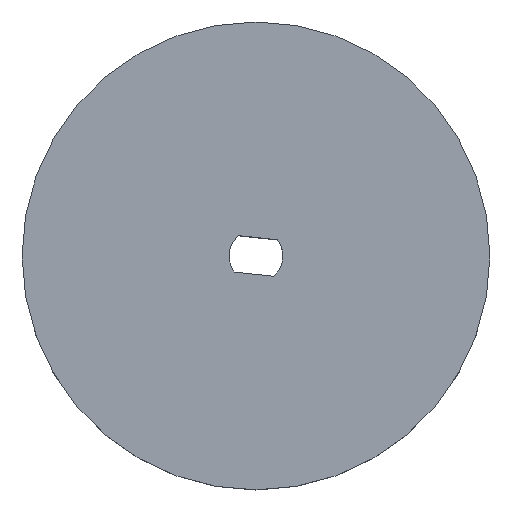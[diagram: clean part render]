
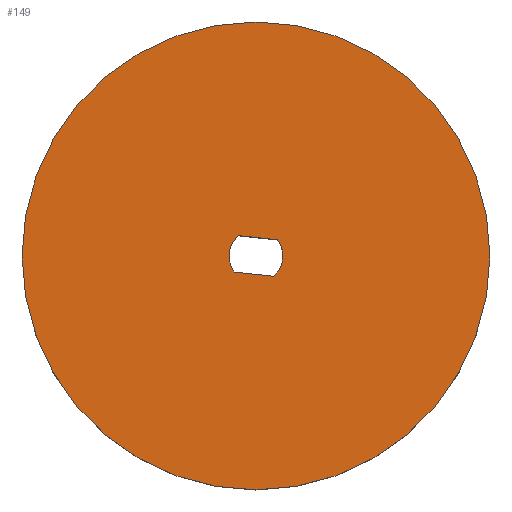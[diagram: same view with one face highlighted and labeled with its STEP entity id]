
A CAD part, top view. The second image highlights one B-rep face of the part: STEP entity #149.
In plain terms, the highlighted planar face has unit normal (0, 0, 1).
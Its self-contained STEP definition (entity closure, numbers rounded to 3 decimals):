
#16=FACE_BOUND('',#41,.T.);
#21=PLANE('',#189);
#30=FACE_OUTER_BOUND('',#40,.T.);
#40=EDGE_LOOP('',(#128));
#41=EDGE_LOOP('',(#129,#130,#131,#132));
#48=LINE('',#260,#58);
#52=LINE('',#270,#62);
#58=VECTOR('',#215,10.);
#62=VECTOR('',#227,10.);
#68=CIRCLE('',#181,2.875);
#70=CIRCLE('',#185,2.875);
#71=CIRCLE('',#188,25.);
#77=VERTEX_POINT('',#251);
#78=VERTEX_POINT('',#253);
#80=VERTEX_POINT('',#259);
#82=VERTEX_POINT('',#265);
#83=VERTEX_POINT('',#272);
#90=EDGE_CURVE('',#78,#77,#68,.T.);
#93=EDGE_CURVE('',#80,#78,#48,.T.);
#96=EDGE_CURVE('',#82,#80,#70,.T.);
#99=EDGE_CURVE('',#77,#82,#52,.T.);
#100=EDGE_CURVE('',#83,#83,#71,.T.);
#128=ORIENTED_EDGE('',*,*,#100,.T.);
#129=ORIENTED_EDGE('',*,*,#99,.T.);
#130=ORIENTED_EDGE('',*,*,#96,.T.);
#131=ORIENTED_EDGE('',*,*,#93,.T.);
#132=ORIENTED_EDGE('',*,*,#90,.T.);
#149=ADVANCED_FACE('',(#30,#16),#21,.T.);
#181=AXIS2_PLACEMENT_3D('',#254,#209,#210);
#185=AXIS2_PLACEMENT_3D('',#266,#221,#222);
#188=AXIS2_PLACEMENT_3D('',#273,#230,#231);
#189=AXIS2_PLACEMENT_3D('',#275,#233,#234);
#209=DIRECTION('center_axis',(0.,0.,-1.));
#210=DIRECTION('ref_axis',(-0.654,0.757,0.));
#215=DIRECTION('',(0.994,-0.108,0.));
#221=DIRECTION('center_axis',(0.,0.,-1.));
#222=DIRECTION('ref_axis',(0.654,-0.757,0.));
#227=DIRECTION('',(-0.994,0.108,0.));
#230=DIRECTION('center_axis',(0.,0.,1.));
#231=DIRECTION('ref_axis',(1.,0.,0.));
#233=DIRECTION('center_axis',(0.,0.,1.));
#234=DIRECTION('ref_axis',(1.,0.,0.));
#251=CARTESIAN_POINT('',(3.611,9.503,15.));
#253=CARTESIAN_POINT('',(4.033,13.4,15.));
#254=CARTESIAN_POINT('Origin',(1.731,11.678,15.));
#259=CARTESIAN_POINT('',(-0.149,13.854,15.));
#260=CARTESIAN_POINT('',(-0.149,13.854,15.));
#265=CARTESIAN_POINT('',(-0.571,9.956,15.));
#266=CARTESIAN_POINT('Origin',(1.731,11.678,15.));
#270=CARTESIAN_POINT('',(3.611,9.503,15.));
#272=CARTESIAN_POINT('',(-23.269,11.678,15.));
#273=CARTESIAN_POINT('Origin',(1.731,11.678,15.));
#275=CARTESIAN_POINT('Origin',(1.731,11.678,15.));
